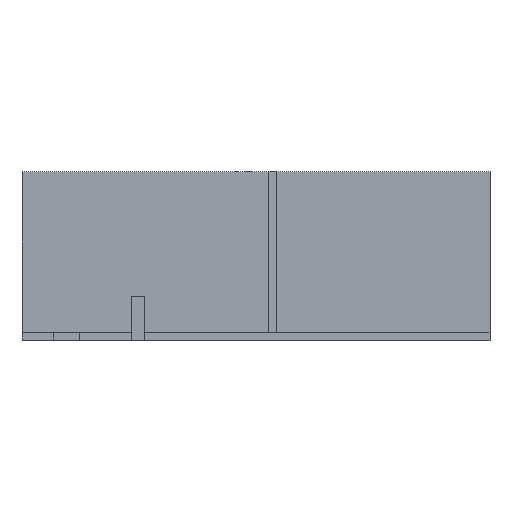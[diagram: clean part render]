
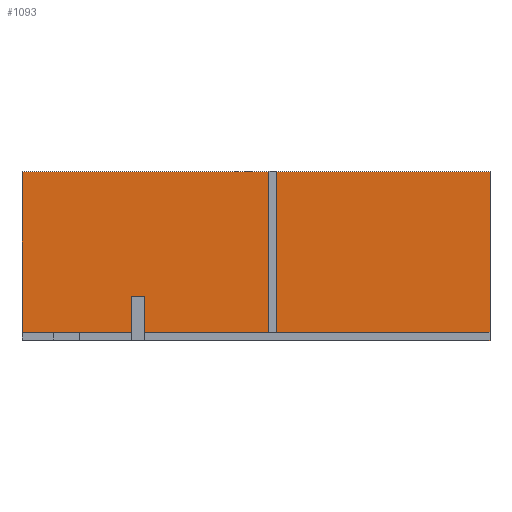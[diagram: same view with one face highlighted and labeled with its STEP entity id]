
A CAD part, top view. The second image highlights one B-rep face of the part: STEP entity #1093.
In plain terms, the highlighted planar face has unit normal (0, 0, 1).
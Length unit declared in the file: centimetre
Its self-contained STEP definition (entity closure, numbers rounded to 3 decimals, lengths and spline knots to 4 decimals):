
#31 = DIRECTION ( 'NONE',  ( 1., 0., 0. ) ) ;
#56 = AXIS2_PLACEMENT_3D ( 'NONE', #547, #688, #181 ) ;
#63 = VECTOR ( 'NONE', #1426, 100. ) ;
#66 = LINE ( 'NONE', #568, #702 ) ;
#88 = VECTOR ( 'NONE', #625, 100. ) ;
#90 = LINE ( 'NONE', #1658, #1153 ) ;
#105 = CARTESIAN_POINT ( 'NONE',  ( -79., -32.5, 0. ) ) ;
#108 = CARTESIAN_POINT ( 'NONE',  ( -84., -32.5, 0. ) ) ;
#131 = LINE ( 'NONE', #1017, #894 ) ;
#151 = EDGE_CURVE ( 'NONE', #289, #1064, #131, .T. ) ;
#163 = CARTESIAN_POINT ( 'NONE',  ( -79., -29.5, 0. ) ) ;
#164 = DIRECTION ( 'NONE',  ( 0., 1., 0. ) ) ;
#181 = DIRECTION ( 'NONE',  ( 1., 0., 0. ) ) ;
#184 = EDGE_CURVE ( 'NONE', #708, #286, #1263, .T. ) ;
#228 = EDGE_CURVE ( 'NONE', #567, #1101, #1435, .T. ) ;
#232 = DIRECTION ( 'NONE',  ( 0., -1., 0. ) ) ;
#285 = LINE ( 'NONE', #1040, #722 ) ;
#286 = VERTEX_POINT ( 'NONE', #805 ) ;
#287 = LINE ( 'NONE', #800, #1503 ) ;
#289 = VERTEX_POINT ( 'NONE', #1323 ) ;
#307 = CARTESIAN_POINT ( 'NONE',  ( -90., -32.5, 0. ) ) ;
#324 = ORIENTED_EDGE ( 'NONE', *, *, #151, .F. ) ;
#326 = ORIENTED_EDGE ( 'NONE', *, *, #1623, .F. ) ;
#337 = ORIENTED_EDGE ( 'NONE', *, *, #1436, .T. ) ;
#382 = VERTEX_POINT ( 'NONE', #1470 ) ;
#387 = CARTESIAN_POINT ( 'NONE',  ( 5., -32.5, 0. ) ) ;
#412 = CARTESIAN_POINT ( 'NONE',  ( -79., -32.5, 0. ) ) ;
#470 = CARTESIAN_POINT ( 'NONE',  ( -90., 32.5, 0. ) ) ;
#473 = VERTEX_POINT ( 'NONE', #847 ) ;
#520 = LINE ( 'NONE', #387, #745 ) ;
#523 = ORIENTED_EDGE ( 'NONE', *, *, #1341, .F. ) ;
#526 = LINE ( 'NONE', #1012, #822 ) ;
#547 = CARTESIAN_POINT ( 'NONE',  ( 0., 0., 0. ) ) ;
#555 = CARTESIAN_POINT ( 'NONE',  ( 5., -32.5, 0. ) ) ;
#562 = EDGE_CURVE ( 'NONE', #1183, #1085, #90, .T. ) ;
#567 = VERTEX_POINT ( 'NONE', #105 ) ;
#568 = CARTESIAN_POINT ( 'NONE',  ( -90., -32.5, 0. ) ) ;
#625 = DIRECTION ( 'NONE',  ( 0., -1., 0. ) ) ;
#665 = EDGE_CURVE ( 'NONE', #1586, #473, #786, .T. ) ;
#681 = CARTESIAN_POINT ( 'NONE',  ( 90., 32.5, 0. ) ) ;
#688 = DIRECTION ( 'NONE',  ( 0., 0., 1. ) ) ;
#689 = ORIENTED_EDGE ( 'NONE', *, *, #1129, .T. ) ;
#702 = VECTOR ( 'NONE', #31, 100. ) ;
#708 = VERTEX_POINT ( 'NONE', #1538 ) ;
#716 = EDGE_LOOP ( 'NONE', ( #1471, #1123, #1377, #523, #326, #324, #741, #1246, #337, #1495, #689, #1200 ) ) ;
#722 = VECTOR ( 'NONE', #1582, 100. ) ;
#741 = ORIENTED_EDGE ( 'NONE', *, *, #1472, .T. ) ;
#745 = VECTOR ( 'NONE', #1257, 100. ) ;
#760 = LINE ( 'NONE', #1513, #1437 ) ;
#776 = VECTOR ( 'NONE', #164, 100. ) ;
#786 = LINE ( 'NONE', #681, #776 ) ;
#800 = CARTESIAN_POINT ( 'NONE',  ( -90., -32.5, 0. ) ) ;
#805 = CARTESIAN_POINT ( 'NONE',  ( -84., -32.5, 0. ) ) ;
#822 = VECTOR ( 'NONE', #1656, 100. ) ;
#847 = CARTESIAN_POINT ( 'NONE',  ( 90., 32.5, 0. ) ) ;
#874 = EDGE_CURVE ( 'NONE', #567, #1132, #66, .T. ) ;
#879 = DIRECTION ( 'NONE',  ( -1., 0., 0. ) ) ;
#894 = VECTOR ( 'NONE', #1144, 100. ) ;
#961 = VECTOR ( 'NONE', #879, 100. ) ;
#1012 = CARTESIAN_POINT ( 'NONE',  ( -90., 32.5, 0. ) ) ;
#1017 = CARTESIAN_POINT ( 'NONE',  ( 10., -32.5, 0. ) ) ;
#1040 = CARTESIAN_POINT ( 'NONE',  ( -90., -32.5, 0. ) ) ;
#1064 = VERTEX_POINT ( 'NONE', #1337 ) ;
#1084 = PLANE ( 'NONE',  #56 ) ;
#1085 = VERTEX_POINT ( 'NONE', #307 ) ;
#1093 = ADVANCED_FACE ( 'NONE', ( #1431 ), #1084, .T. ) ;
#1101 = VERTEX_POINT ( 'NONE', #163 ) ;
#1119 = CARTESIAN_POINT ( 'NONE',  ( 90., -32.5, 0. ) ) ;
#1123 = ORIENTED_EDGE ( 'NONE', *, *, #228, .F. ) ;
#1129 = EDGE_CURVE ( 'NONE', #1085, #286, #287, .T. ) ;
#1132 = VERTEX_POINT ( 'NONE', #555 ) ;
#1144 = DIRECTION ( 'NONE',  ( 0., 1., 0. ) ) ;
#1153 = VECTOR ( 'NONE', #232, 100. ) ;
#1183 = VERTEX_POINT ( 'NONE', #470 ) ;
#1191 = DIRECTION ( 'NONE',  ( 1., 0., 0. ) ) ;
#1200 = ORIENTED_EDGE ( 'NONE', *, *, #184, .F. ) ;
#1246 = ORIENTED_EDGE ( 'NONE', *, *, #665, .T. ) ;
#1257 = DIRECTION ( 'NONE',  ( 0., -1., 0. ) ) ;
#1262 = LINE ( 'NONE', #1638, #961 ) ;
#1263 = LINE ( 'NONE', #108, #88 ) ;
#1301 = EDGE_CURVE ( 'NONE', #1101, #708, #760, .T. ) ;
#1323 = CARTESIAN_POINT ( 'NONE',  ( 10., -32.5, 0. ) ) ;
#1337 = CARTESIAN_POINT ( 'NONE',  ( 10., -29.5, 0. ) ) ;
#1341 = EDGE_CURVE ( 'NONE', #382, #1132, #520, .T. ) ;
#1377 = ORIENTED_EDGE ( 'NONE', *, *, #874, .T. ) ;
#1426 = DIRECTION ( 'NONE',  ( 0., 1., 0. ) ) ;
#1431 = FACE_OUTER_BOUND ( 'NONE', #716, .T. ) ;
#1435 = LINE ( 'NONE', #412, #63 ) ;
#1436 = EDGE_CURVE ( 'NONE', #473, #1183, #526, .T. ) ;
#1437 = VECTOR ( 'NONE', #1536, 100. ) ;
#1470 = CARTESIAN_POINT ( 'NONE',  ( 5., -29.5, 0. ) ) ;
#1471 = ORIENTED_EDGE ( 'NONE', *, *, #1301, .F. ) ;
#1472 = EDGE_CURVE ( 'NONE', #289, #1586, #285, .T. ) ;
#1495 = ORIENTED_EDGE ( 'NONE', *, *, #562, .T. ) ;
#1503 = VECTOR ( 'NONE', #1191, 100. ) ;
#1513 = CARTESIAN_POINT ( 'NONE',  ( -79., -29.5, 0. ) ) ;
#1536 = DIRECTION ( 'NONE',  ( -1., 0., 0. ) ) ;
#1538 = CARTESIAN_POINT ( 'NONE',  ( -84., -29.5, 0. ) ) ;
#1582 = DIRECTION ( 'NONE',  ( 1., 0., 0. ) ) ;
#1586 = VERTEX_POINT ( 'NONE', #1119 ) ;
#1623 = EDGE_CURVE ( 'NONE', #1064, #382, #1262, .T. ) ;
#1638 = CARTESIAN_POINT ( 'NONE',  ( 10., -29.5, 0. ) ) ;
#1656 = DIRECTION ( 'NONE',  ( -1., 0., 0. ) ) ;
#1658 = CARTESIAN_POINT ( 'NONE',  ( -90., 32.5, 0. ) ) ;
